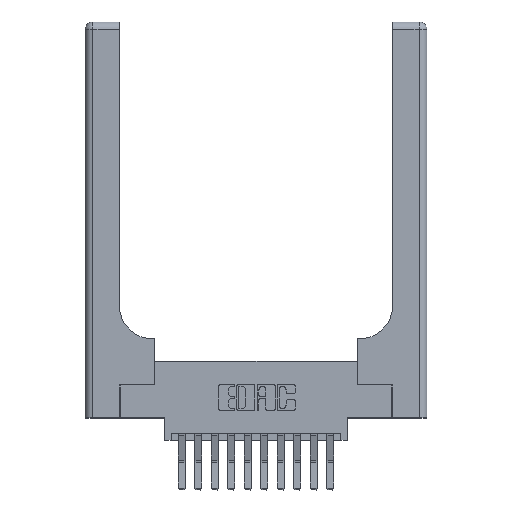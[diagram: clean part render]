
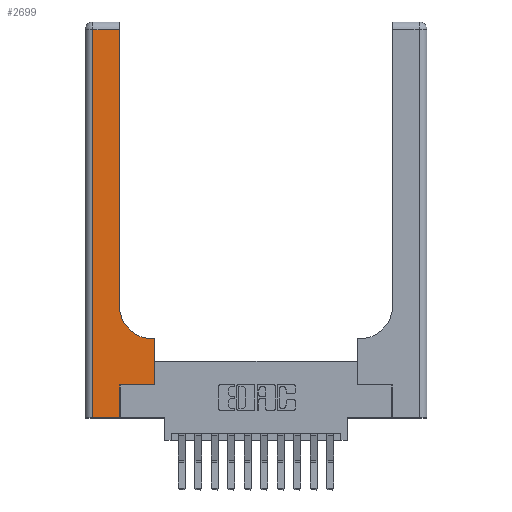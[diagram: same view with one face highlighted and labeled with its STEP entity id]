
A CAD part, top view. The second image highlights one B-rep face of the part: STEP entity #2699.
In plain terms, the highlighted planar face has unit normal (0, 0, 1).
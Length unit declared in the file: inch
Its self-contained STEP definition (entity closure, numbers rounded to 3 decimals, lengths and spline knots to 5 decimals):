
#490 = ORIENTED_EDGE ( 'NONE', *, *, #15392, .T. ) ;
#534 = ORIENTED_EDGE ( 'NONE', *, *, #9138, .T. ) ;
#801 = VERTEX_POINT ( 'NONE', #16570 ) ;
#1099 = VERTEX_POINT ( 'NONE', #15915 ) ;
#2515 = CARTESIAN_POINT ( 'NONE',  ( 0.528, 0.25, 0.37 ) ) ;
#2539 = ORIENTED_EDGE ( 'NONE', *, *, #9449, .T. ) ;
#2597 = AXIS2_PLACEMENT_3D ( 'NONE', #8878, #6071, #9974 ) ;
#2699 = ADVANCED_FACE ( 'NONE', ( #7517 ), #12414, .F. ) ;
#2731 = LINE ( 'NONE', #12970, #5535 ) ;
#2803 = DIRECTION ( 'NONE',  ( 0., -1., 0. ) ) ;
#2839 = LINE ( 'NONE', #6497, #7002 ) ;
#2913 = CARTESIAN_POINT ( 'NONE',  ( 0.06, 0., 0.37 ) ) ;
#3134 = LINE ( 'NONE', #14898, #13947 ) ;
#3514 = CARTESIAN_POINT ( 'NONE',  ( 0.51, 0.6, 0.37 ) ) ;
#3634 = CARTESIAN_POINT ( 'NONE',  ( 0.26, 0.6, 0.37 ) ) ;
#3741 = ORIENTED_EDGE ( 'NONE', *, *, #12347, .T. ) ;
#3746 = CARTESIAN_POINT ( 'NONE',  ( 0.51, 0.85, 0.37 ) ) ;
#3797 = LINE ( 'NONE', #2515, #16670 ) ;
#4195 = DIRECTION ( 'NONE',  ( 0., 1., 0. ) ) ;
#4288 = DIRECTION ( 'NONE',  ( 1., 0., 0. ) ) ;
#4343 = ORIENTED_EDGE ( 'NONE', *, *, #4961, .T. ) ;
#4444 = CARTESIAN_POINT ( 'NONE',  ( 0., 0., 0.37 ) ) ;
#4961 = EDGE_CURVE ( 'NONE', #1099, #801, #15760, .T. ) ;
#5535 = VECTOR ( 'NONE', #2803, 39.37008 ) ;
#5973 = DIRECTION ( 'NONE',  ( 0., 1., 0. ) ) ;
#6071 = DIRECTION ( 'NONE',  ( 0., 0., -1. ) ) ;
#6294 = CARTESIAN_POINT ( 'NONE',  ( 0.528, 0.6, 0.37 ) ) ;
#6403 = VECTOR ( 'NONE', #14660, 39.37008 ) ;
#6497 = CARTESIAN_POINT ( 'NONE',  ( 0.26, 3., 0.37 ) ) ;
#7002 = VECTOR ( 'NONE', #4195, 39.37008 ) ;
#7333 = EDGE_CURVE ( 'NONE', #12411, #1099, #2839, .T. ) ;
#7377 = ORIENTED_EDGE ( 'NONE', *, *, #11521, .T. ) ;
#7517 = FACE_OUTER_BOUND ( 'NONE', #14463, .T. ) ;
#7696 = AXIS2_PLACEMENT_3D ( 'NONE', #3746, #11342, #16246 ) ;
#7979 = ORIENTED_EDGE ( 'NONE', *, *, #11760, .T. ) ;
#8695 = CARTESIAN_POINT ( 'NONE',  ( 0.265, 0., 0.37 ) ) ;
#8765 = VERTEX_POINT ( 'NONE', #8695 ) ;
#8878 = CARTESIAN_POINT ( 'NONE',  ( 0., 3., 0.37 ) ) ;
#9138 = EDGE_CURVE ( 'NONE', #801, #12860, #2731, .T. ) ;
#9449 = EDGE_CURVE ( 'NONE', #10093, #12411, #10650, .T. ) ;
#9616 = LINE ( 'NONE', #9783, #15805 ) ;
#9783 = CARTESIAN_POINT ( 'NONE',  ( 0.265, 0., 0.37 ) ) ;
#9974 = DIRECTION ( 'NONE',  ( -1., 0., 0. ) ) ;
#9994 = EDGE_CURVE ( 'NONE', #8765, #13593, #9616, .T. ) ;
#10093 = VERTEX_POINT ( 'NONE', #3514 ) ;
#10593 = CARTESIAN_POINT ( 'NONE',  ( 0., 2.94, 0.37 ) ) ;
#10650 = CIRCLE ( 'NONE', #7696, 0.25 ) ;
#10832 = ORIENTED_EDGE ( 'NONE', *, *, #7333, .T. ) ;
#11342 = DIRECTION ( 'NONE',  ( 0., 0., -1. ) ) ;
#11521 = EDGE_CURVE ( 'NONE', #13593, #14058, #3134, .T. ) ;
#11760 = EDGE_CURVE ( 'NONE', #14415, #10093, #16487, .T. ) ;
#12347 = EDGE_CURVE ( 'NONE', #14058, #14415, #3797, .T. ) ;
#12411 = VERTEX_POINT ( 'NONE', #13411 ) ;
#12414 = PLANE ( 'NONE',  #2597 ) ;
#12512 = DIRECTION ( 'NONE',  ( -1., 0., 0. ) ) ;
#12817 = CARTESIAN_POINT ( 'NONE',  ( 0.528, 0.25, 0.37 ) ) ;
#12833 = DIRECTION ( 'NONE',  ( 0., 1., 0. ) ) ;
#12860 = VERTEX_POINT ( 'NONE', #2913 ) ;
#12970 = CARTESIAN_POINT ( 'NONE',  ( 0.06, 3., 0.37 ) ) ;
#13332 = VECTOR ( 'NONE', #4288, 39.37008 ) ;
#13359 = DIRECTION ( 'NONE',  ( 1., 0., 0. ) ) ;
#13411 = CARTESIAN_POINT ( 'NONE',  ( 0.26, 0.85, 0.37 ) ) ;
#13593 = VERTEX_POINT ( 'NONE', #14528 ) ;
#13947 = VECTOR ( 'NONE', #13359, 39.37008 ) ;
#14058 = VERTEX_POINT ( 'NONE', #12817 ) ;
#14415 = VERTEX_POINT ( 'NONE', #6294 ) ;
#14463 = EDGE_LOOP ( 'NONE', ( #10832, #4343, #534, #490, #15455, #7377, #3741, #7979, #2539 ) ) ;
#14528 = CARTESIAN_POINT ( 'NONE',  ( 0.265, 0.25, 0.37 ) ) ;
#14660 = DIRECTION ( 'NONE',  ( -1., 0., 0. ) ) ;
#14898 = CARTESIAN_POINT ( 'NONE',  ( 0.265, 0.25, 0.37 ) ) ;
#15392 = EDGE_CURVE ( 'NONE', #12860, #8765, #15955, .T. ) ;
#15455 = ORIENTED_EDGE ( 'NONE', *, *, #9994, .T. ) ;
#15760 = LINE ( 'NONE', #10593, #6403 ) ;
#15805 = VECTOR ( 'NONE', #5973, 39.37008 ) ;
#15915 = CARTESIAN_POINT ( 'NONE',  ( 0.26, 2.94, 0.37 ) ) ;
#15955 = LINE ( 'NONE', #4444, #13332 ) ;
#16246 = DIRECTION ( 'NONE',  ( 1., 0., 0. ) ) ;
#16393 = VECTOR ( 'NONE', #12512, 39.37008 ) ;
#16487 = LINE ( 'NONE', #3634, #16393 ) ;
#16570 = CARTESIAN_POINT ( 'NONE',  ( 0.06, 2.94, 0.37 ) ) ;
#16670 = VECTOR ( 'NONE', #12833, 39.37008 ) ;
